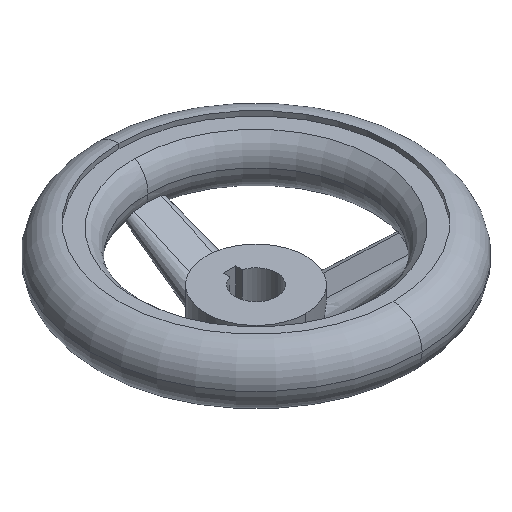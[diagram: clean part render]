
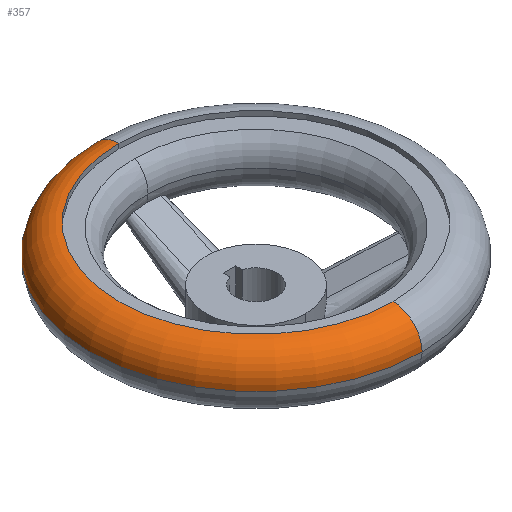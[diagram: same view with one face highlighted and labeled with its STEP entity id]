
A CAD part, isometric view. The second image highlights one B-rep face of the part: STEP entity #357.
In plain terms, the highlighted toroidal (fillet/blend) face has major radius 33 mm and minor radius 7 mm.
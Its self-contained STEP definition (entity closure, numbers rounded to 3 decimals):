
#239=EDGE_CURVE('',#449,#255,#635,.T.);
#255=VERTEX_POINT('',#651);
#305=EDGE_CURVE('',#481,#445,#705,.T.);
#357=ADVANCED_FACE('',(#763),#764,.T.);
#371=EDGE_CURVE('',#449,#445,#778,.T.);
#445=VERTEX_POINT('',#865);
#449=VERTEX_POINT('',#871);
#481=VERTEX_POINT('',#907);
#567=EDGE_CURVE('',#481,#255,#1000,.T.);
#635=CIRCLE('',#1167,33.0);
#651=CARTESIAN_POINT('',(0.,33.0,29.0));
#705=CIRCLE('',#1263,40.0);
#763=FACE_OUTER_BOUND('',#1393,.T.);
#764=TOROIDAL_SURFACE('',#1394,33.0,7.0);
#778=CIRCLE('',#1415,7.0);
#865=CARTESIAN_POINT('',(0.,-40.0,22.0));
#871=CARTESIAN_POINT('',(0.,-33.0,29.0));
#907=CARTESIAN_POINT('',(0.,40.0,22.0));
#1000=CIRCLE('',#1919,7.0);
#1167=AXIS2_PLACEMENT_3D('',#1996,#1997,#1998);
#1263=AXIS2_PLACEMENT_3D('',#2050,#2051,#2052);
#1393=EDGE_LOOP('',(#2115,#2116,#2117,#2118));
#1394=AXIS2_PLACEMENT_3D('',#2119,#2120,#2121);
#1415=AXIS2_PLACEMENT_3D('',#2135,#2136,#2137);
#1919=AXIS2_PLACEMENT_3D('',#2418,#2419,#2420);
#1996=CARTESIAN_POINT('',(0.,0.,29.0));
#1997=DIRECTION('',(0.,0.,-1.0));
#1998=DIRECTION('',(0.,1.0,0.));
#2050=CARTESIAN_POINT('',(0.,0.,22.0));
#2051=DIRECTION('',(0.,0.,1.0));
#2052=DIRECTION('',(1.0,0.0,0.));
#2115=ORIENTED_EDGE('',*,*,#305,.T.);
#2116=ORIENTED_EDGE('',*,*,#371,.F.);
#2117=ORIENTED_EDGE('',*,*,#239,.T.);
#2118=ORIENTED_EDGE('',*,*,#567,.F.);
#2119=CARTESIAN_POINT('',(0.,0.,22.0));
#2120=DIRECTION('',(0.,0.,1.0));
#2121=DIRECTION('',(0.,1.0,0.0));
#2135=CARTESIAN_POINT('',(0.,-33.0,22.0));
#2136=DIRECTION('',(1.0,0.,0.));
#2137=DIRECTION('',(0.,-1.0,0.));
#2418=CARTESIAN_POINT('',(0.,33.0,22.0));
#2419=DIRECTION('',(1.0,0.,0.));
#2420=DIRECTION('',(0.,1.0,0.));
